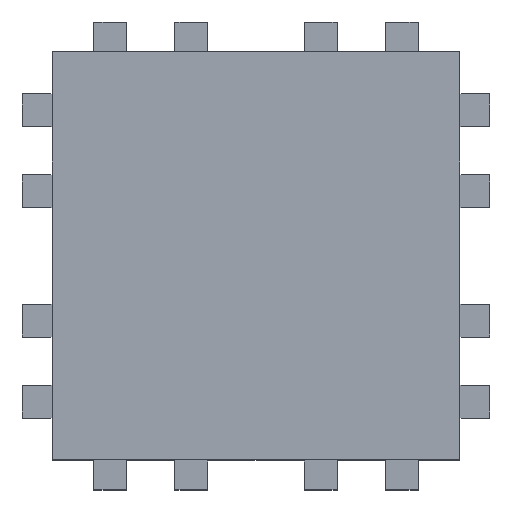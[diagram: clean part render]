
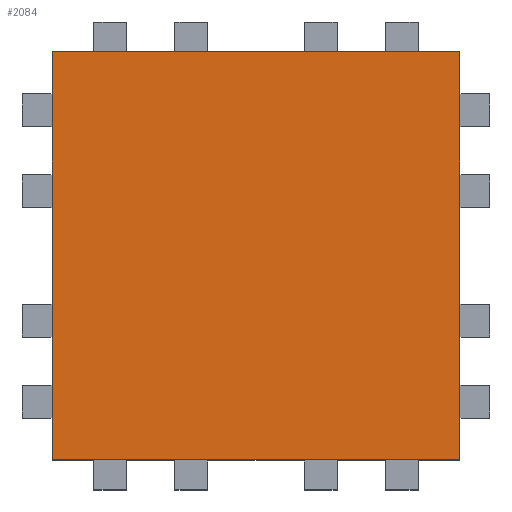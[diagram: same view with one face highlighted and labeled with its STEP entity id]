
A CAD part, top view. The second image highlights one B-rep face of the part: STEP entity #2084.
In plain terms, the highlighted planar face has unit normal (0, 0, 1).
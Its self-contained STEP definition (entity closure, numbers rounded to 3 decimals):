
#655=DIRECTION('',(0.,-1.,0.));
#656=VECTOR('',#655,2.722);
#657=CARTESIAN_POINT('',(-14.302,6.225,1.2));
#658=LINE('',#657,#656);
#659=DIRECTION('',(-1.,0.,0.));
#660=VECTOR('',#659,2.722);
#661=CARTESIAN_POINT('',(-11.58,6.225,1.2));
#662=LINE('',#661,#660);
#663=DIRECTION('',(0.,1.,0.));
#664=VECTOR('',#663,2.722);
#665=CARTESIAN_POINT('',(-11.58,3.503,1.2));
#666=LINE('',#665,#664);
#667=DIRECTION('',(1.,0.,0.));
#668=VECTOR('',#667,2.722);
#669=CARTESIAN_POINT('',(-14.302,3.503,1.2));
#670=LINE('',#669,#668);
#1035=CARTESIAN_POINT('',(-14.302,6.225,1.2));
#1036=CARTESIAN_POINT('',(-14.302,3.503,1.2));
#1037=VERTEX_POINT('',#1035);
#1038=VERTEX_POINT('',#1036);
#1039=CARTESIAN_POINT('',(-11.58,3.503,1.2));
#1040=VERTEX_POINT('',#1039);
#1041=CARTESIAN_POINT('',(-11.58,6.225,1.2));
#1042=VERTEX_POINT('',#1041);
#2071=CARTESIAN_POINT('',(0.,0.,1.2));
#2072=DIRECTION('',(0.,0.,1.));
#2073=DIRECTION('',(1.,0.,0.));
#2074=AXIS2_PLACEMENT_3D('',#2071,#2072,#2073);
#2075=PLANE('',#2074);
#2076=ORIENTED_EDGE('',*,*,#1277,.F.);
#2078=ORIENTED_EDGE('',*,*,#2077,.F.);
#2080=ORIENTED_EDGE('',*,*,#2079,.F.);
#2081=ORIENTED_EDGE('',*,*,#1924,.F.);
#2082=EDGE_LOOP('',(#2076,#2078,#2080,#2081));
#2083=FACE_OUTER_BOUND('',#2082,.F.);
#1277=EDGE_CURVE('',#1037,#1038,#658,.T.);
#1924=EDGE_CURVE('',#1038,#1040,#670,.T.);
#2077=EDGE_CURVE('',#1042,#1037,#662,.T.);
#2079=EDGE_CURVE('',#1040,#1042,#666,.T.);
#2084=ADVANCED_FACE('',(#2083),#2075,.T.);
